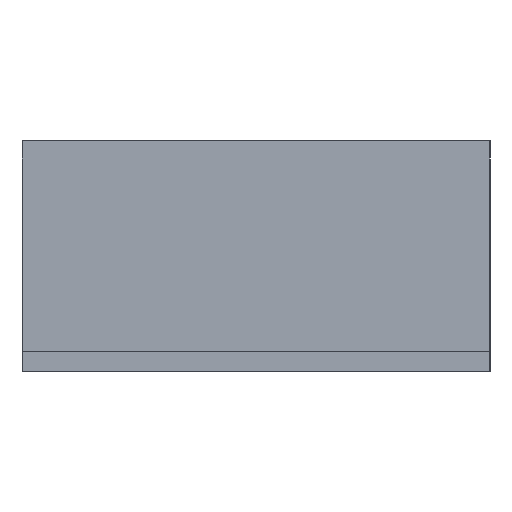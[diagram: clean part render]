
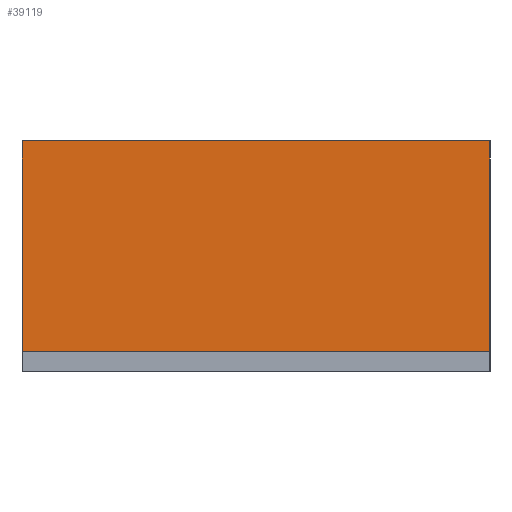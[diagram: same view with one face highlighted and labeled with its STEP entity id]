
A CAD part, left-side view. The second image highlights one B-rep face of the part: STEP entity #39119.
In plain terms, the highlighted planar face has unit normal (-1, 0, 0).
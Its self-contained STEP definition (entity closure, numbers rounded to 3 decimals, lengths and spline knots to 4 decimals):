
#2726=ORIENTED_EDGE('',*,*,#13682,.T.);
#2727=ORIENTED_EDGE('',*,*,#13683,.F.);
#2728=ORIENTED_EDGE('',*,*,#12486,.F.);
#2729=ORIENTED_EDGE('',*,*,#13684,.T.);
#12486=EDGE_CURVE('',#18067,#18068,#22131,.T.);
#13682=EDGE_CURVE('',#19263,#19264,#23327,.T.);
#13683=EDGE_CURVE('',#18068,#19264,#23328,.T.);
#13684=EDGE_CURVE('',#18067,#19263,#23329,.T.);
#18067=VERTEX_POINT('',#67447);
#18068=VERTEX_POINT('',#67448);
#19263=VERTEX_POINT('',#69840);
#19264=VERTEX_POINT('',#69841);
#22131=LINE('',#67446,#27918);
#23327=LINE('',#69839,#29114);
#23328=LINE('',#69842,#29115);
#23329=LINE('',#69843,#29116);
#27918=VECTOR('',#57253,1000.);
#29114=VECTOR('',#58451,1000.);
#29115=VECTOR('',#58452,1000.);
#29116=VECTOR('',#58453,1000.);
#33114=EDGE_LOOP('',(#2726,#2727,#2728,#2729));
#35147=FACE_BOUND('',#33114,.T.);
#37134=PLANE('',#54146);
#39119=ADVANCED_FACE('',(#35147),#37134,.F.);
#54146=AXIS2_PLACEMENT_3D('',#69838,#58449,#58450);
#57253=DIRECTION('',(0.,-1.,0.));
#58449=DIRECTION('',(1.,0.,0.));
#58450=DIRECTION('',(0.,0.,-1.));
#58451=DIRECTION('',(0.,-1.,0.));
#58452=DIRECTION('',(0.,0.,-1.));
#58453=DIRECTION('',(0.,0.,-1.));
#67446=CARTESIAN_POINT('',(-5.,3.,2.96));
#67447=CARTESIAN_POINT('',(-5.,3.,2.96));
#67448=CARTESIAN_POINT('',(-5.,-3.,2.96));
#69838=CARTESIAN_POINT('',(-5.,3.,2.96));
#69839=CARTESIAN_POINT('',(-5.,3.,0.26));
#69840=CARTESIAN_POINT('',(-5.,3.,0.26));
#69841=CARTESIAN_POINT('',(-5.,-3.,0.26));
#69842=CARTESIAN_POINT('',(-5.,-3.,2.96));
#69843=CARTESIAN_POINT('',(-5.,3.,2.96));
